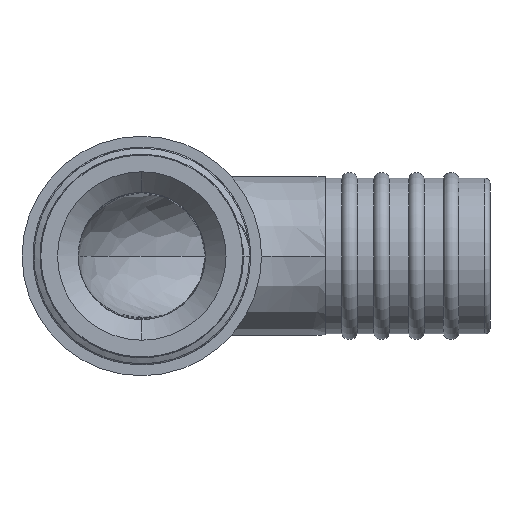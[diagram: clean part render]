
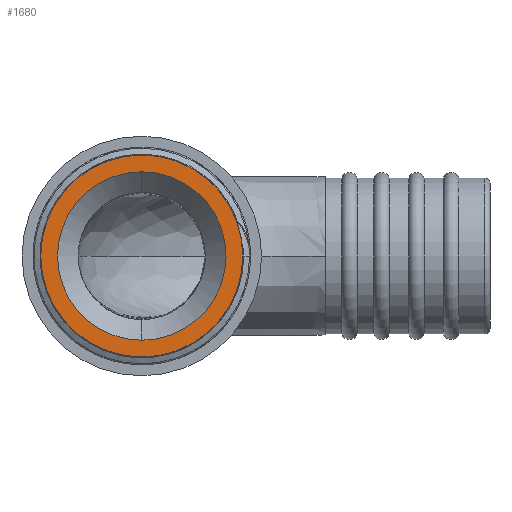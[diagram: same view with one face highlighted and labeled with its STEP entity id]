
A CAD part, front view. The second image highlights one B-rep face of the part: STEP entity #1680.
In plain terms, the highlighted planar face has unit normal (0, -1, 0).
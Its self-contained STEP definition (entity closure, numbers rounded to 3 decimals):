
#228 = AXIS2_PLACEMENT_3D ( 'NONE', #1999, #2000, #2001 ) ;
#233 = CIRCLE ( 'NONE', #228, 16.25 ) ;
#280 = VERTEX_POINT ( 'NONE', #597 ) ;
#423 = EDGE_LOOP ( 'NONE', ( #521, #522 ) ) ;
#427 = EDGE_LOOP ( 'NONE', ( #519, #520 ) ) ;
#519 = ORIENTED_EDGE ( 'NONE', *, *, #1636, .F. ) ;
#520 = ORIENTED_EDGE ( 'NONE', *, *, #1626, .F. ) ;
#521 = ORIENTED_EDGE ( 'NONE', *, *, #1592, .T. ) ;
#522 = ORIENTED_EDGE ( 'NONE', *, *, #1553, .T. ) ;
#597 = CARTESIAN_POINT ( 'NONE',  ( 0., -57.05, -16.25 ) ) ;
#783 = CARTESIAN_POINT ( 'NONE',  ( 0., -57.05, 16.25 ) ) ;
#806 = CARTESIAN_POINT ( 'NONE',  ( -19.476, -57.05, 0. ) ) ;
#809 = CARTESIAN_POINT ( 'NONE',  ( 19.476, -57.05, 0. ) ) ;
#1163 = CARTESIAN_POINT ( 'NONE',  ( 0., -57.05, 0. ) ) ;
#1164 = FACE_OUTER_BOUND ( 'NONE', #427, .T. ) ;
#1404 = FACE_BOUND ( 'NONE', #423, .T. ) ;
#1405 = PLANE ( 'NONE',  #2299 ) ;
#1407 = DIRECTION ( 'NONE',  ( 0., -1., 0. ) ) ;
#1408 = DIRECTION ( 'NONE',  ( 0., 0., -1. ) ) ;
#1473 = VERTEX_POINT ( 'NONE', #783 ) ;
#1493 = VERTEX_POINT ( 'NONE', #806 ) ;
#1496 = VERTEX_POINT ( 'NONE', #809 ) ;
#1553 = EDGE_CURVE ( 'NONE', #280, #1473, #3397, .T. ) ;
#1592 = EDGE_CURVE ( 'NONE', #1473, #280, #233, .T. ) ;
#1626 = EDGE_CURVE ( 'NONE', #1496, #1493, #2255, .T. ) ;
#1636 = EDGE_CURVE ( 'NONE', #1493, #1496, #2258, .T. ) ;
#1680 = ADVANCED_FACE ( 'NONE', ( #1164, #1404 ), #1405, .T. ) ;
#1822 = CARTESIAN_POINT ( 'NONE',  ( 0., -57.05, 0. ) ) ;
#1823 = DIRECTION ( 'NONE',  ( 0., 1., 0. ) ) ;
#1824 = DIRECTION ( 'NONE',  ( 0., 0., 1. ) ) ;
#1999 = CARTESIAN_POINT ( 'NONE',  ( 0., -57.05, 0. ) ) ;
#2000 = DIRECTION ( 'NONE',  ( 0., 1., 0. ) ) ;
#2001 = DIRECTION ( 'NONE',  ( 0., 0., 1. ) ) ;
#2255 = CIRCLE ( 'NONE', #2256, 19.476 ) ;
#2256 = AXIS2_PLACEMENT_3D ( 'NONE', #2491, #2492, #2493 ) ;
#2258 = CIRCLE ( 'NONE', #2261, 19.476 ) ;
#2261 = AXIS2_PLACEMENT_3D ( 'NONE', #2548, #2549, #2550 ) ;
#2299 = AXIS2_PLACEMENT_3D ( 'NONE', #1163, #1407, #1408 ) ;
#2491 = CARTESIAN_POINT ( 'NONE',  ( 0., -57.05, 0. ) ) ;
#2492 = DIRECTION ( 'NONE',  ( 0., 1., 0. ) ) ;
#2493 = DIRECTION ( 'NONE',  ( -1., 0., 0. ) ) ;
#2548 = CARTESIAN_POINT ( 'NONE',  ( 0., -57.05, 0. ) ) ;
#2549 = DIRECTION ( 'NONE',  ( 0., 1., 0. ) ) ;
#2550 = DIRECTION ( 'NONE',  ( -1., 0., 0. ) ) ;
#3397 = CIRCLE ( 'NONE', #3399, 16.25 ) ;
#3399 = AXIS2_PLACEMENT_3D ( 'NONE', #1822, #1823, #1824 ) ;
